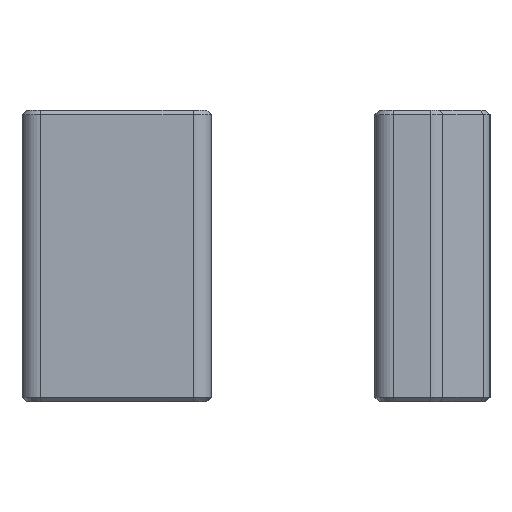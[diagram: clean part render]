
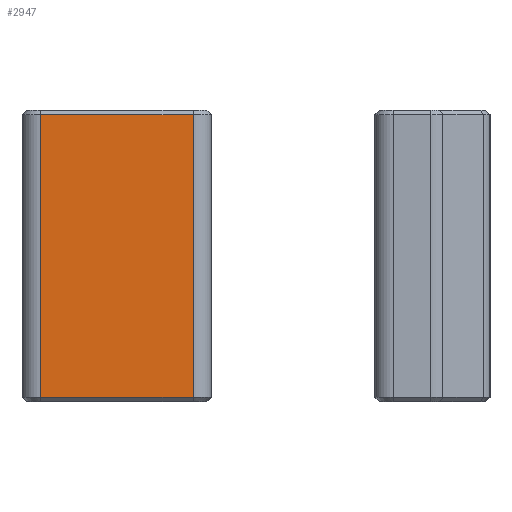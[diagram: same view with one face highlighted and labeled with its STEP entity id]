
A CAD part, left-side view. The second image highlights one B-rep face of the part: STEP entity #2947.
In plain terms, the highlighted planar face has unit normal (-1, 0, 0).
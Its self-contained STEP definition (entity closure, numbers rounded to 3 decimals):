
#98=PLANE('',#3210);
#205=FACE_OUTER_BOUND('',#407,.T.);
#407=EDGE_LOOP('',(#2185,#2186,#2187,#2188));
#575=LINE('',#4537,#841);
#600=LINE('',#4612,#866);
#626=LINE('',#4699,#892);
#632=LINE('',#4710,#898);
#841=VECTOR('',#3550,10.);
#866=VECTOR('',#3637,10.);
#892=VECTOR('',#3737,10.);
#898=VECTOR('',#3753,10.);
#1285=VERTEX_POINT('',#4529);
#1287=VERTEX_POINT('',#4535);
#1306=VERTEX_POINT('',#4611);
#1330=VERTEX_POINT('',#4695);
#1545=EDGE_CURVE('',#1287,#1285,#575,.T.);
#1582=EDGE_CURVE('',#1285,#1306,#600,.T.);
#1626=EDGE_CURVE('',#1306,#1330,#626,.T.);
#1632=EDGE_CURVE('',#1330,#1287,#632,.T.);
#2185=ORIENTED_EDGE('',*,*,#1545,.F.);
#2186=ORIENTED_EDGE('',*,*,#1632,.F.);
#2187=ORIENTED_EDGE('',*,*,#1626,.F.);
#2188=ORIENTED_EDGE('',*,*,#1582,.F.);
#2947=ADVANCED_FACE('',(#205),#98,.T.);
#3210=AXIS2_PLACEMENT_3D('',#4711,#3754,#3755);
#3550=DIRECTION('',(0.,1.,0.));
#3637=DIRECTION('',(0.,0.,1.));
#3737=DIRECTION('',(0.,-1.,0.));
#3753=DIRECTION('',(0.,0.,-1.));
#3754=DIRECTION('center_axis',(-1.,0.,0.));
#3755=DIRECTION('ref_axis',(0.,-1.,0.));
#4529=CARTESIAN_POINT('',(-60.,43.5,-16.3));
#4535=CARTESIAN_POINT('',(-60.,26.97,-16.3));
#4537=CARTESIAN_POINT('',(-60.,40.368,-16.3));
#4611=CARTESIAN_POINT('',(-60.,43.5,14.3));
#4612=CARTESIAN_POINT('',(-60.,43.5,-16.8));
#4695=CARTESIAN_POINT('',(-60.,26.97,14.3));
#4699=CARTESIAN_POINT('',(-60.,32.832,14.3));
#4710=CARTESIAN_POINT('',(-60.,26.97,-16.8));
#4711=CARTESIAN_POINT('Origin',(-60.,45.5,-16.8));
